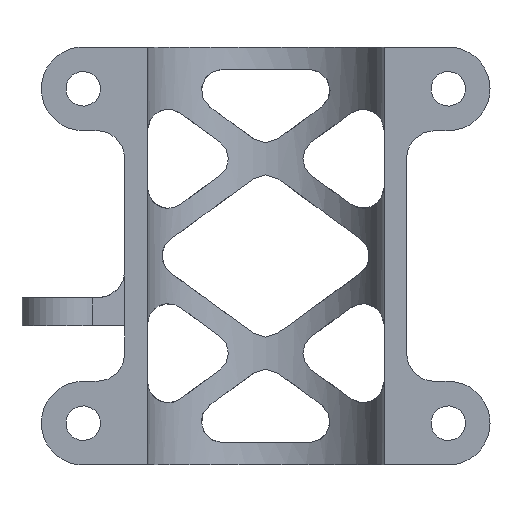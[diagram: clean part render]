
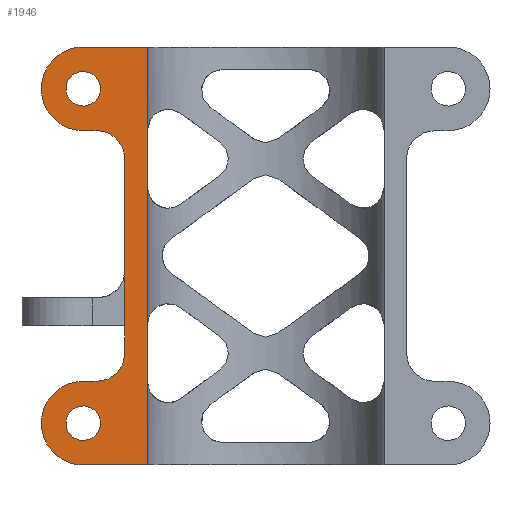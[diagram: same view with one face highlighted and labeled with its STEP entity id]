
A CAD part, front view. The second image highlights one B-rep face of the part: STEP entity #1946.
In plain terms, the highlighted planar face has unit normal (0, -1, 0).
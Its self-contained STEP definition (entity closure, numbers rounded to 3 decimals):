
#337=FACE_BOUND('',#607,.T.);
#338=FACE_BOUND('',#608,.T.);
#372=PLANE('',#2121);
#383=B_SPLINE_CURVE_WITH_KNOTS('',3,(#2726,#2727,#2728,#2729,#2730,#2731,
#2732,#2733,#2734,#2735),.UNSPECIFIED.,.F.,.F.,(4,2,2,2,4),(0.148,
0.185,0.222,0.259,0.296),
 .UNSPECIFIED.);
#414=B_SPLINE_CURVE_WITH_KNOTS('',3,(#3252,#3253,#3254,#3255,#3256,#3257,
#3258,#3259,#3260,#3261),.UNSPECIFIED.,.F.,.F.,(4,2,2,2,4),(0.296,
0.333,0.37,0.407,0.444),
 .UNSPECIFIED.);
#513=FACE_OUTER_BOUND('',#606,.T.);
#606=EDGE_LOOP('',(#1732,#1733,#1734,#1735,#1736,#1737,#1738,#1739,#1740,
#1741,#1742,#1743,#1744,#1745,#1746,#1747));
#607=EDGE_LOOP('',(#1748));
#608=EDGE_LOOP('',(#1749));
#637=LINE('',#2764,#749);
#641=LINE('',#2809,#753);
#644=LINE('',#2933,#756);
#675=LINE('',#3509,#787);
#707=LINE('',#3834,#819);
#715=LINE('',#3901,#827);
#716=LINE('',#3902,#828);
#717=LINE('',#3904,#829);
#720=LINE('',#3914,#832);
#721=LINE('',#3917,#833);
#722=LINE('',#3918,#834);
#723=LINE('',#3919,#835);
#749=VECTOR('',#2230,10.);
#753=VECTOR('',#2250,10.);
#756=VECTOR('',#2271,10.);
#787=VECTOR('',#2404,10.);
#819=VECTOR('',#2512,10.);
#827=VECTOR('',#2538,10.);
#828=VECTOR('',#2539,10.);
#829=VECTOR('',#2540,10.);
#832=VECTOR('',#2551,10.);
#833=VECTOR('',#2554,10.);
#834=VECTOR('',#2555,10.);
#835=VECTOR('',#2556,10.);
#854=CIRCLE('',#1987,0.625);
#856=CIRCLE('',#1990,0.625);
#888=CIRCLE('',#2120,1.5);
#889=CIRCLE('',#2122,1.5);
#937=VERTEX_POINT('',#2700);
#939=VERTEX_POINT('',#2706);
#945=VERTEX_POINT('',#2723);
#946=VERTEX_POINT('',#2725);
#952=VERTEX_POINT('',#2762);
#961=VERTEX_POINT('',#2808);
#979=VERTEX_POINT('',#2930);
#980=VERTEX_POINT('',#2932);
#1023=VERTEX_POINT('',#3251);
#1046=VERTEX_POINT('',#3477);
#1048=VERTEX_POINT('',#3508);
#1073=VERTEX_POINT('',#3769);
#1075=VERTEX_POINT('',#3800);
#1082=VERTEX_POINT('',#3899);
#1083=VERTEX_POINT('',#3903);
#1085=VERTEX_POINT('',#3909);
#1086=VERTEX_POINT('',#3913);
#1087=VERTEX_POINT('',#3915);
#1100=EDGE_CURVE('',#937,#937,#854,.T.);
#1103=EDGE_CURVE('',#939,#939,#856,.T.);
#1111=EDGE_CURVE('',#945,#946,#383,.T.);
#1120=EDGE_CURVE('',#952,#945,#637,.T.);
#1131=EDGE_CURVE('',#961,#946,#641,.T.);
#1150=EDGE_CURVE('',#979,#980,#644,.T.);
#1197=EDGE_CURVE('',#980,#1023,#414,.T.);
#1241=EDGE_CURVE('',#1048,#1046,#675,.T.);
#1298=EDGE_CURVE('',#1073,#1075,#707,.T.);
#1311=EDGE_CURVE('',#1046,#1082,#715,.T.);
#1312=EDGE_CURVE('',#1075,#1048,#716,.T.);
#1313=EDGE_CURVE('',#1083,#1073,#717,.T.);
#1316=EDGE_CURVE('',#1085,#952,#888,.T.);
#1318=EDGE_CURVE('',#1086,#1082,#720,.T.);
#1319=EDGE_CURVE('',#1087,#1086,#889,.T.);
#1320=EDGE_CURVE('',#1023,#1087,#721,.T.);
#1321=EDGE_CURVE('',#961,#979,#722,.T.);
#1322=EDGE_CURVE('',#1083,#1085,#723,.T.);
#1732=ORIENTED_EDGE('',*,*,#1313,.T.);
#1733=ORIENTED_EDGE('',*,*,#1298,.T.);
#1734=ORIENTED_EDGE('',*,*,#1312,.T.);
#1735=ORIENTED_EDGE('',*,*,#1241,.T.);
#1736=ORIENTED_EDGE('',*,*,#1311,.T.);
#1737=ORIENTED_EDGE('',*,*,#1318,.F.);
#1738=ORIENTED_EDGE('',*,*,#1319,.F.);
#1739=ORIENTED_EDGE('',*,*,#1320,.F.);
#1740=ORIENTED_EDGE('',*,*,#1197,.F.);
#1741=ORIENTED_EDGE('',*,*,#1150,.F.);
#1742=ORIENTED_EDGE('',*,*,#1321,.F.);
#1743=ORIENTED_EDGE('',*,*,#1131,.T.);
#1744=ORIENTED_EDGE('',*,*,#1111,.F.);
#1745=ORIENTED_EDGE('',*,*,#1120,.F.);
#1746=ORIENTED_EDGE('',*,*,#1316,.F.);
#1747=ORIENTED_EDGE('',*,*,#1322,.F.);
#1748=ORIENTED_EDGE('',*,*,#1100,.T.);
#1749=ORIENTED_EDGE('',*,*,#1103,.T.);
#1946=ADVANCED_FACE('',(#513,#337,#338),#372,.T.);
#1987=AXIS2_PLACEMENT_3D('',#2702,#2191,#2192);
#1990=AXIS2_PLACEMENT_3D('',#2708,#2198,#2199);
#2120=AXIS2_PLACEMENT_3D('',#3910,#2546,#2547);
#2121=AXIS2_PLACEMENT_3D('',#3912,#2549,#2550);
#2122=AXIS2_PLACEMENT_3D('',#3916,#2552,#2553);
#2191=DIRECTION('center_axis',(0.,1.,0.));
#2192=DIRECTION('ref_axis',(-1.,0.,0.));
#2198=DIRECTION('center_axis',(0.,1.,0.));
#2199=DIRECTION('ref_axis',(-1.,0.,0.));
#2230=DIRECTION('',(1.,0.,0.));
#2250=DIRECTION('',(0.,0.,-1.));
#2271=DIRECTION('',(0.,0.,1.));
#2404=DIRECTION('',(0.,0.,1.));
#2512=DIRECTION('',(0.,0.,1.));
#2538=DIRECTION('',(0.,0.,1.));
#2539=DIRECTION('',(0.,0.,1.));
#2540=DIRECTION('',(0.,0.,1.));
#2546=DIRECTION('center_axis',(0.,1.,0.));
#2547=DIRECTION('ref_axis',(-1.,0.,0.));
#2549=DIRECTION('center_axis',(0.,-1.,0.));
#2550=DIRECTION('ref_axis',(1.,0.,0.));
#2551=DIRECTION('',(1.,0.,0.));
#2552=DIRECTION('center_axis',(0.,1.,0.));
#2553=DIRECTION('ref_axis',(-1.,0.,0.));
#2554=DIRECTION('',(-1.,0.,0.));
#2555=DIRECTION('',(0.,0.,1.));
#2556=DIRECTION('',(-1.,0.,0.));
#2700=CARTESIAN_POINT('',(-5.925,0.05,-3.5));
#2702=CARTESIAN_POINT('Origin',(-6.55,0.05,-3.5));
#2706=CARTESIAN_POINT('',(-5.925,0.05,8.5));
#2708=CARTESIAN_POINT('Origin',(-6.55,0.05,8.5));
#2723=CARTESIAN_POINT('',(-6.05,0.05,-2.));
#2725=CARTESIAN_POINT('',(-5.05,0.05,-1.));
#2726=CARTESIAN_POINT('Ctrl Pts',(-6.05,0.05,
-2.));
#2727=CARTESIAN_POINT('Ctrl Pts',(-5.926,0.05,-2.));
#2728=CARTESIAN_POINT('Ctrl Pts',(-5.781,0.05,
-1.971));
#2729=CARTESIAN_POINT('Ctrl Pts',(-5.553,0.05,
-1.877));
#2730=CARTESIAN_POINT('Ctrl Pts',(-5.43,0.05,
-1.794));
#2731=CARTESIAN_POINT('Ctrl Pts',(-5.255,0.05,
-1.62));
#2732=CARTESIAN_POINT('Ctrl Pts',(-5.173,0.05,
-1.497));
#2733=CARTESIAN_POINT('Ctrl Pts',(-5.079,0.05,
-1.269));
#2734=CARTESIAN_POINT('Ctrl Pts',(-5.05,0.05,
-1.123));
#2735=CARTESIAN_POINT('Ctrl Pts',(-5.05,0.05,
-1.));
#2762=CARTESIAN_POINT('',(-6.55,0.05,-2.));
#2764=CARTESIAN_POINT('',(-6.55,0.05,-2.));
#2808=CARTESIAN_POINT('',(-5.05,0.05,0.));
#2809=CARTESIAN_POINT('',(-5.05,0.05,0.));
#2930=CARTESIAN_POINT('',(-5.05,0.05,2.));
#2932=CARTESIAN_POINT('',(-5.05,0.05,6.));
#2933=CARTESIAN_POINT('',(-5.05,0.05,0.));
#3251=CARTESIAN_POINT('',(-6.05,0.05,7.));
#3252=CARTESIAN_POINT('Ctrl Pts',(-5.05,0.05,
6.));
#3253=CARTESIAN_POINT('Ctrl Pts',(-5.05,0.05,
6.123));
#3254=CARTESIAN_POINT('Ctrl Pts',(-5.079,0.05,
6.269));
#3255=CARTESIAN_POINT('Ctrl Pts',(-5.173,0.05,
6.497));
#3256=CARTESIAN_POINT('Ctrl Pts',(-5.255,0.05,
6.62));
#3257=CARTESIAN_POINT('Ctrl Pts',(-5.43,0.05,
6.794));
#3258=CARTESIAN_POINT('Ctrl Pts',(-5.553,0.05,
6.877));
#3259=CARTESIAN_POINT('Ctrl Pts',(-5.781,0.05,
6.971));
#3260=CARTESIAN_POINT('Ctrl Pts',(-5.926,0.05,7.));
#3261=CARTESIAN_POINT('Ctrl Pts',(-6.05,0.05,
7.));
#3477=CARTESIAN_POINT('',(-4.25,0.05,7.014));
#3508=CARTESIAN_POINT('',(-4.25,0.05,4.961));
#3509=CARTESIAN_POINT('',(-4.25,0.05,0.));
#3769=CARTESIAN_POINT('',(-4.25,0.05,-2.014));
#3800=CARTESIAN_POINT('',(-4.25,0.05,0.039));
#3834=CARTESIAN_POINT('',(-4.25,0.05,0.));
#3899=CARTESIAN_POINT('',(-4.25,0.05,10.));
#3901=CARTESIAN_POINT('',(-4.25,0.05,0.));
#3902=CARTESIAN_POINT('',(-4.25,0.05,0.));
#3903=CARTESIAN_POINT('',(-4.25,0.05,-5.));
#3904=CARTESIAN_POINT('',(-4.25,0.05,0.));
#3909=CARTESIAN_POINT('',(-6.55,0.05,-5.));
#3910=CARTESIAN_POINT('Origin',(-6.55,0.05,-3.5));
#3912=CARTESIAN_POINT('Origin',(-5.05,0.05,0.));
#3913=CARTESIAN_POINT('',(-6.55,0.05,10.));
#3914=CARTESIAN_POINT('',(-6.55,0.05,10.));
#3915=CARTESIAN_POINT('',(-6.55,0.05,7.));
#3916=CARTESIAN_POINT('Origin',(-6.55,0.05,8.5));
#3917=CARTESIAN_POINT('',(-4.25,0.05,7.));
#3918=CARTESIAN_POINT('',(-5.05,0.05,0.));
#3919=CARTESIAN_POINT('',(-5.05,0.05,-5.));
